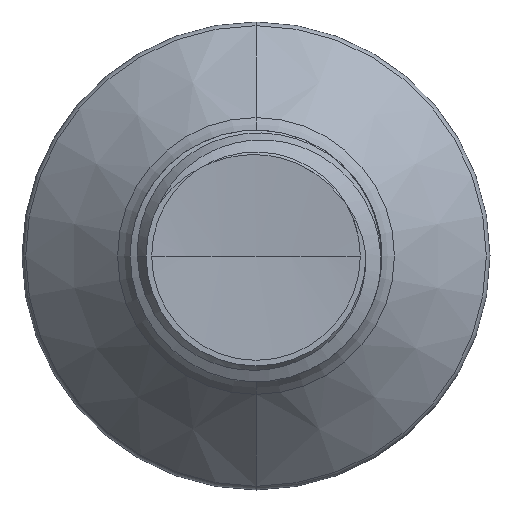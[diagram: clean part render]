
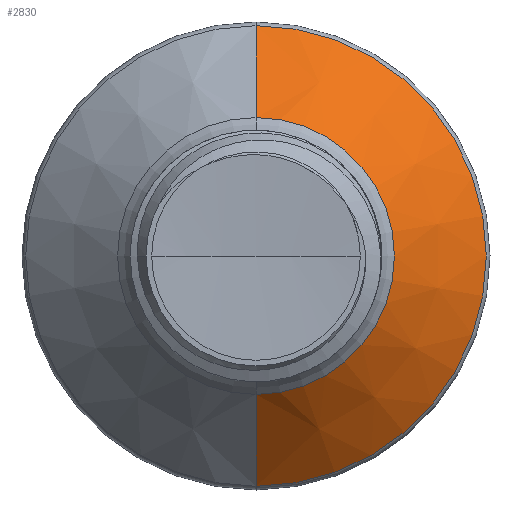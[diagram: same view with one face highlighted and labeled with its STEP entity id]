
A CAD part, front view. The second image highlights one B-rep face of the part: STEP entity #2830.
In plain terms, the highlighted conical face has half-angle 45 degrees and reference radius 2.75 mm.
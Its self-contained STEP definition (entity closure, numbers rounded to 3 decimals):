
#12 = CARTESIAN_POINT ( 'NONE',  ( 0., 3.865, -2.75 ) ) ;
#351 = DIRECTION ( 'NONE',  ( 0., 0.707, -0.707 ) ) ;
#700 = VECTOR ( 'NONE', #6780, 1000. ) ;
#818 = EDGE_CURVE ( 'NONE', #8929, #9789, #7130, .T. ) ;
#1015 = EDGE_CURVE ( 'NONE', #8929, #6983, #11134, .T. ) ;
#2416 = FACE_OUTER_BOUND ( 'NONE', #3679, .T. ) ;
#2590 = CARTESIAN_POINT ( 'NONE',  ( 0., 5.692, -4.577 ) ) ;
#2704 = CARTESIAN_POINT ( 'NONE',  ( 0., 5.692, 4.577 ) ) ;
#2730 = AXIS2_PLACEMENT_3D ( 'NONE', #9220, #8654, #8681 ) ;
#2830 = ADVANCED_FACE ( 'NONE', ( #2416 ), #10128, .T. ) ;
#2938 = ORIENTED_EDGE ( 'NONE', *, *, #8400, .T. ) ;
#3417 = AXIS2_PLACEMENT_3D ( 'NONE', #7794, #7778, #11318 ) ;
#3679 = EDGE_LOOP ( 'NONE', ( #8712, #2938, #4337, #9868 ) ) ;
#4337 = ORIENTED_EDGE ( 'NONE', *, *, #8990, .F. ) ;
#4411 = VERTEX_POINT ( 'NONE', #2590 ) ;
#5204 = LINE ( 'NONE', #12, #10226 ) ;
#6003 = AXIS2_PLACEMENT_3D ( 'NONE', #10828, #10817, #10815 ) ;
#6780 = DIRECTION ( 'NONE',  ( 0., 0.707, 0.707 ) ) ;
#6816 = CARTESIAN_POINT ( 'NONE',  ( 0., 3.865, 2.75 ) ) ;
#6983 = VERTEX_POINT ( 'NONE', #2704 ) ;
#7130 = CIRCLE ( 'NONE', #3417, 2.75 ) ;
#7778 = DIRECTION ( 'NONE',  ( 0., 1., 0. ) ) ;
#7794 = CARTESIAN_POINT ( 'NONE',  ( 0., 3.865, 0. ) ) ;
#8400 = EDGE_CURVE ( 'NONE', #9789, #4411, #5204, .T. ) ;
#8421 = CARTESIAN_POINT ( 'NONE',  ( 0., 3.865, -2.75 ) ) ;
#8654 = DIRECTION ( 'NONE',  ( 0., 1., 0. ) ) ;
#8681 = DIRECTION ( 'NONE',  ( 0., 0., 1. ) ) ;
#8712 = ORIENTED_EDGE ( 'NONE', *, *, #818, .T. ) ;
#8929 = VERTEX_POINT ( 'NONE', #11077 ) ;
#8990 = EDGE_CURVE ( 'NONE', #6983, #4411, #11613, .T. ) ;
#9220 = CARTESIAN_POINT ( 'NONE',  ( 0., 3.865, 0. ) ) ;
#9789 = VERTEX_POINT ( 'NONE', #8421 ) ;
#9868 = ORIENTED_EDGE ( 'NONE', *, *, #1015, .F. ) ;
#10128 = CONICAL_SURFACE ( 'NONE', #2730, 2.75, 0.785 ) ;
#10226 = VECTOR ( 'NONE', #351, 1000. ) ;
#10815 = DIRECTION ( 'NONE',  ( 0., 0., 1. ) ) ;
#10817 = DIRECTION ( 'NONE',  ( 0., 1., 0. ) ) ;
#10828 = CARTESIAN_POINT ( 'NONE',  ( 0., 5.692, 0. ) ) ;
#11077 = CARTESIAN_POINT ( 'NONE',  ( 0., 3.865, 2.75 ) ) ;
#11134 = LINE ( 'NONE', #6816, #700 ) ;
#11318 = DIRECTION ( 'NONE',  ( 0., 0., 1. ) ) ;
#11613 = CIRCLE ( 'NONE', #6003, 4.577 ) ;
